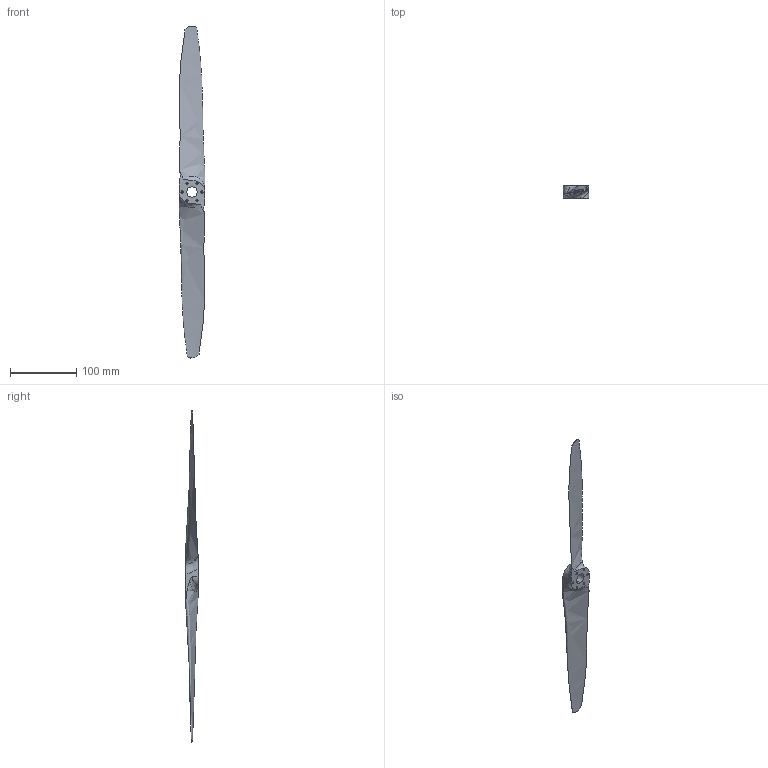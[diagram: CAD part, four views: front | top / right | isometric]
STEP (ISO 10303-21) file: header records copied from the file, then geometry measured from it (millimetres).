
FILE_DESCRIPTION(('STEP AP214'),'1');
FILE_NAME('Propeller.stp','2012-08-22T01:03:16',(' '),(' '),'Spatial InterOp 3D',' ',' ');
FILE_SCHEMA(('automotive_design'));
Length unit declared in the file: metre
Products named in the file (1): Propeller
Bounding box: 38.45 x 18.2 x 500.39 mm (x, y, z)
Volume: 65720.1 mm3; surface area: 37785.1 mm2
Topology: 1 solids, 1 shells, 32 faces, 94 edges, 64 vertices
Faces by surface type: cylinder 16, bspline 10, plane 4, extrusion 2
Entity records: 6305 total; most frequent: CARTESIAN_POINT 5207, ORIENTED_EDGE 188, DIRECTION 136, EDGE_CURVE 94, VERTEX_POINT 64, AXIS2_PLACEMENT_3D 57, EDGE_LOOP 46, B_SPLINE_CURVE_WITH_KNOTS 40
